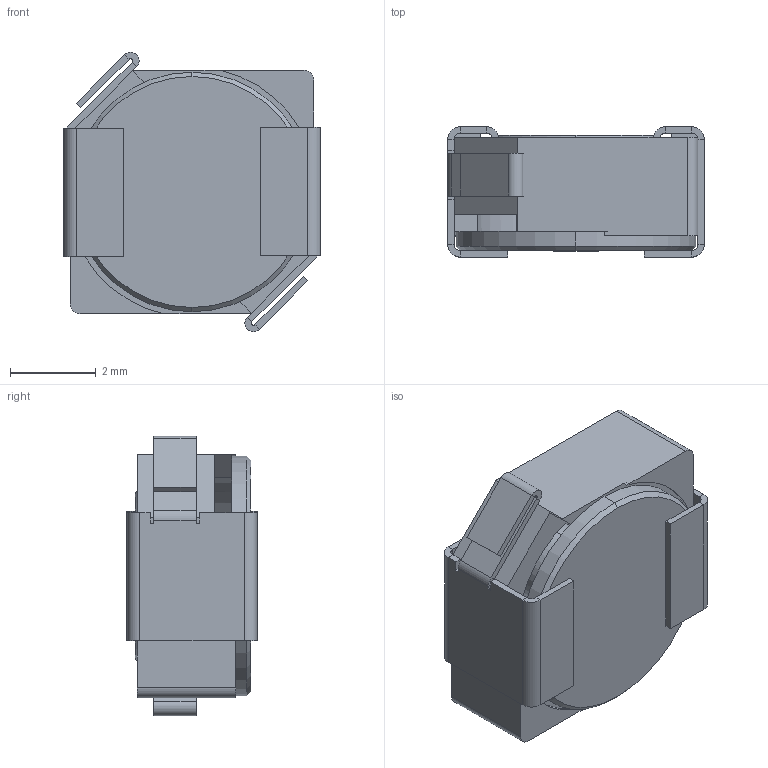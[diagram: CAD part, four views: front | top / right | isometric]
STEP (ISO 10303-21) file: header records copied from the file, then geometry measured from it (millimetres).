
FILE_DESCRIPTION (( 'STEP AP214' ), '1' );
FILE_NAME ('DR1030.STEP', '2021-01-19T10:09:55', ( '' ), ( '' ), 'SwSTEP 2.0', 'SolidWorks 2016', '' );
FILE_SCHEMA (( 'AUTOMOTIVE_DESIGN' ));
Length unit declared in the file: millimetre
Products named in the file (4): DR1030; 40009700; 13022002; 13022001
Assembly tree (4 placements, depth 2):
  DR1030
    13022002
    13022001
    40009700  x2
Bounding box: 6 x 3.05 x 6.54 mm (x, y, z)
Volume: 52.8 mm3; surface area: 280 mm2
Topology: 4 solids, 4 shells, 181 faces, 419 edges, 246 vertices
Faces by surface type: plane 139, cylinder 38, cone 4
Entity records: 3481 total; most frequent: DIRECTION 581, CARTESIAN_POINT 581, ORIENTED_EDGE 550, EDGE_CURVE 275, LINE 209, VECTOR 209, AXIS2_PLACEMENT_3D 186, VERTEX_POINT 166
